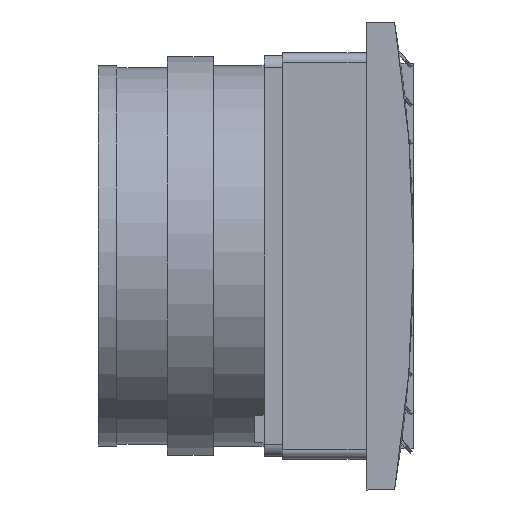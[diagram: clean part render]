
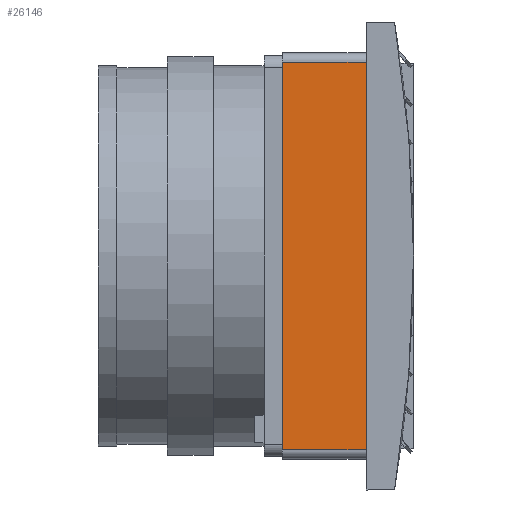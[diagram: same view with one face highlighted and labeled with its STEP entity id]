
A CAD part, left-side view. The second image highlights one B-rep face of the part: STEP entity #26146.
In plain terms, the highlighted planar face has unit normal (-1, 0, 0).
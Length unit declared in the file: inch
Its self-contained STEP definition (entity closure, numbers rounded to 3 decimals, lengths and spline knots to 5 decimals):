
#306 = DIRECTION ( 'NONE',  ( 0., -1., 0. ) ) ;
#2865 = EDGE_CURVE ( 'NONE', #27456, #5168, #14325, .T. ) ;
#3068 = EDGE_CURVE ( 'NONE', #6023, #23092, #5788, .T. ) ;
#4850 = FACE_OUTER_BOUND ( 'NONE', #27323, .T. ) ;
#5118 = CARTESIAN_POINT ( 'NONE',  ( -4.38976, 0., -4.19291 ) ) ;
#5168 = VERTEX_POINT ( 'NONE', #10060 ) ;
#5322 = EDGE_CURVE ( 'NONE', #23092, #27456, #17884, .T. ) ;
#5788 = LINE ( 'NONE', #5118, #22496 ) ;
#6023 = VERTEX_POINT ( 'NONE', #18666 ) ;
#6623 = DIRECTION ( 'NONE',  ( 0., 1., 0. ) ) ;
#7707 = CARTESIAN_POINT ( 'NONE',  ( -4.38976, 0., 4.19291 ) ) ;
#9155 = DIRECTION ( 'NONE',  ( -1., 0., 0. ) ) ;
#9358 = CARTESIAN_POINT ( 'NONE',  ( -4.38976, 0., 0. ) ) ;
#9956 = CARTESIAN_POINT ( 'NONE',  ( -4.38976, 1.81102, 0. ) ) ;
#10060 = CARTESIAN_POINT ( 'NONE',  ( -4.38976, 1.81102, 4.19291 ) ) ;
#10678 = ORIENTED_EDGE ( 'NONE', *, *, #5322, .T. ) ;
#11046 = LINE ( 'NONE', #9956, #18570 ) ;
#12215 = AXIS2_PLACEMENT_3D ( 'NONE', #9358, #9155, #306 ) ;
#13341 = EDGE_CURVE ( 'NONE', #5168, #6023, #11046, .T. ) ;
#13631 = VECTOR ( 'NONE', #6623, 39.37008 ) ;
#14314 = DIRECTION ( 'NONE',  ( 0., 0., -1. ) ) ;
#14325 = LINE ( 'NONE', #15589, #13631 ) ;
#14935 = ORIENTED_EDGE ( 'NONE', *, *, #13341, .T. ) ;
#15589 = CARTESIAN_POINT ( 'NONE',  ( -4.38976, 0., 4.19291 ) ) ;
#17453 = CARTESIAN_POINT ( 'NONE',  ( -4.38976, 0., 0. ) ) ;
#17857 = ORIENTED_EDGE ( 'NONE', *, *, #2865, .T. ) ;
#17884 = LINE ( 'NONE', #17453, #24718 ) ;
#18570 = VECTOR ( 'NONE', #14314, 39.37008 ) ;
#18643 = ORIENTED_EDGE ( 'NONE', *, *, #3068, .T. ) ;
#18666 = CARTESIAN_POINT ( 'NONE',  ( -4.38976, 1.81102, -4.19291 ) ) ;
#19652 = DIRECTION ( 'NONE',  ( 0., 0., 1. ) ) ;
#22203 = PLANE ( 'NONE',  #12215 ) ;
#22496 = VECTOR ( 'NONE', #24368, 39.37008 ) ;
#23092 = VERTEX_POINT ( 'NONE', #25956 ) ;
#24368 = DIRECTION ( 'NONE',  ( 0., -1., 0. ) ) ;
#24718 = VECTOR ( 'NONE', #19652, 39.37008 ) ;
#25956 = CARTESIAN_POINT ( 'NONE',  ( -4.38976, 0., -4.19291 ) ) ;
#26146 = ADVANCED_FACE ( 'NONE', ( #4850 ), #22203, .T. ) ;
#27323 = EDGE_LOOP ( 'NONE', ( #10678, #17857, #14935, #18643 ) ) ;
#27456 = VERTEX_POINT ( 'NONE', #7707 ) ;
